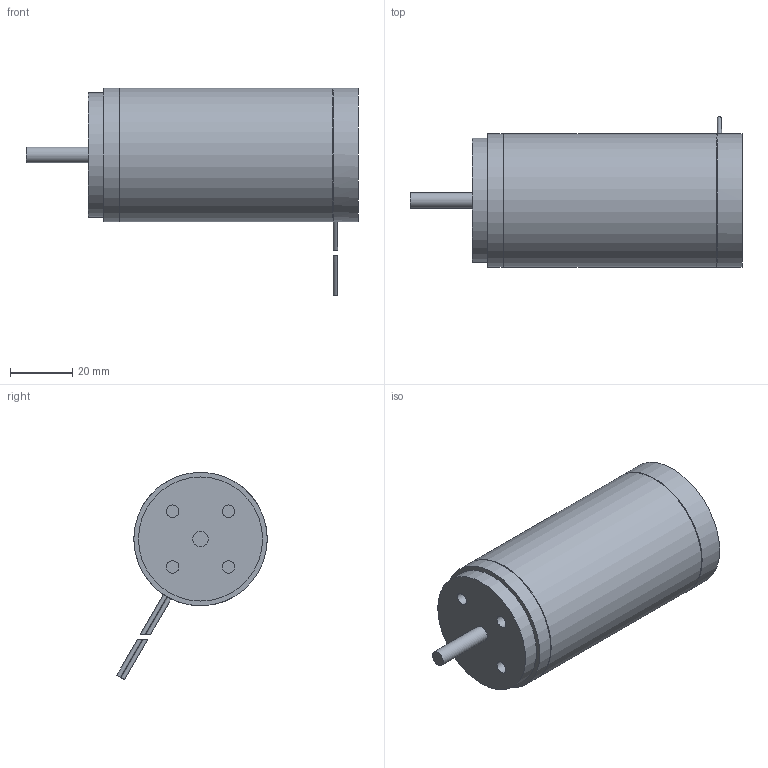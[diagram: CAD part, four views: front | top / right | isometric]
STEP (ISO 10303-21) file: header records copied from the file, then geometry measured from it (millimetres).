
FILE_DESCRIPTION( ( 'Unknown' ), '1' );
FILE_NAME( 'D4387.stp', 'Unknown', ( 'Unknown' ), ( 'Unknown' ), 'PSStep 17.0.49', 'Unknown', ' ' );
FILE_SCHEMA( ( 'AUTOMOTIVE_DESIGN { 1 0 10303 214 1 1 1 1 }' ) );
Length unit declared in the file: millimetre
Products named in the file (3): 1; 2; 3
Bounding box: 107 x 48.51 x 66.83 mm (x, y, z)
Volume: 125587.7 mm3; surface area: 15485.5 mm2
Topology: 3 solids, 3 shells, 31 faces, 53 edges, 34 vertices
Faces by surface type: plane 14, cylinder 13, cone 4
Full cylindrical faces by diameter (mm): 1.4 x4, 4 x4, 5 x1, 40 x1, 43 x3
Entity records: 924 total; most frequent: CARTESIAN_POINT 140, DIRECTION 122, AXIS2_PLACEMENT_3D 61, ORIENTED_EDGE 58, EDGE_LOOP 54, FACE_OUTER_BOUND 44, STYLED_ITEM 31, PRESENTATION_STYLE_ASSIGNMENT 31
